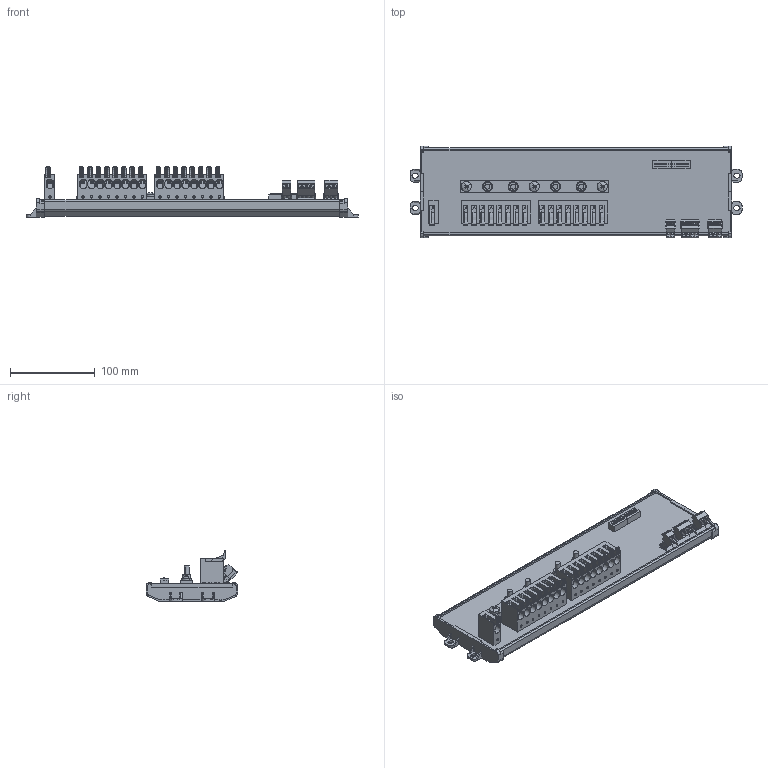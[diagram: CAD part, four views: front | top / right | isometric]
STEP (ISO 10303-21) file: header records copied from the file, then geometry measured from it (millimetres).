
FILE_DESCRIPTION(('CATIA V5R24 STEP','CAx-IF Rec.Pracs.--- Model Styling and Organization---1.2---2011-12-15'),'2;1');
FILE_NAME ('12640762_2_2503290000_S3D_TRANSCLINIC_16I+1K5 HP.stp','2018-04-03T09:31:06+00:00',('none'),('Weidmueller'),'CATIA Version 5-6 Release 2014 SP4','CATIA V5 STEP AP214','none');
FILE_SCHEMA(('AUTOMOTIVE_DESIGN { 1 0 10303 214 1 1 1 1 }'));
Products named in the file (1): 2503290000
Bounding box: 392.5 x 108.52 x 59.32 mm (x, y, z)
Volume: 363366.8 mm3; surface area: 282777.8 mm2
Topology: 58 solids, 58 shells, 4650 faces, 13460 edges, 9092 vertices
Faces by surface type: plane 2576, cylinder 1538, extrusion 478, cone 40, sphere 12, torus 6
Entity records: 164218 total; most frequent: CARTESIAN_POINT 44642, ORIENTED_EDGE 26908, DIRECTION 18247, EDGE_CURVE 13454, VECTOR 9163, VERTEX_POINT 9092, LINE 8685, AXIS2_PLACEMENT_3D 6026
